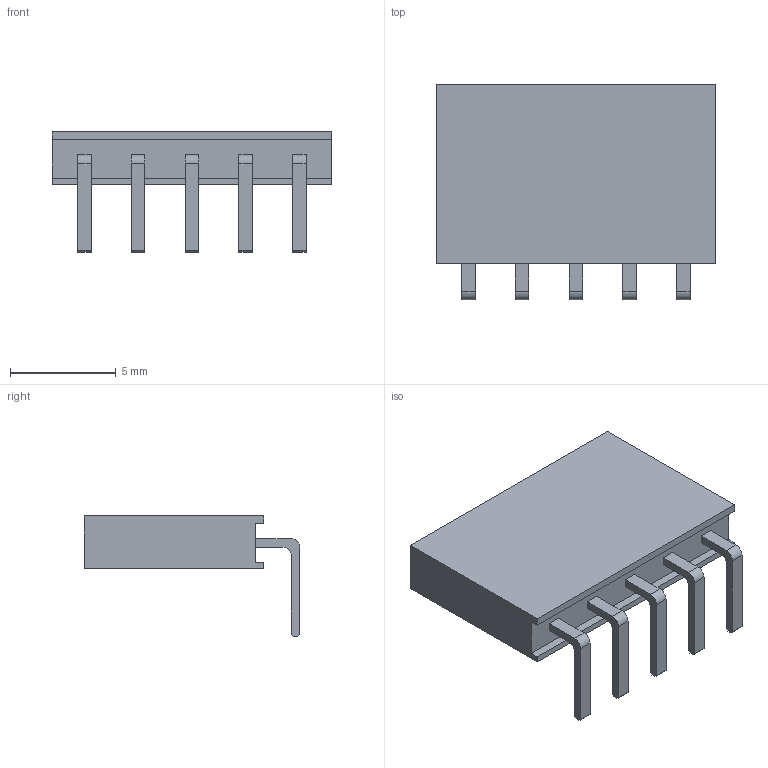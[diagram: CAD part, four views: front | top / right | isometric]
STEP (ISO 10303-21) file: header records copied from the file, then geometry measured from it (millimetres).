
FILE_DESCRIPTION (( 'STEP AP214' ), '1' );
FILE_NAME ('HDR-TH_5P-P2.54-F-WI-1X5P.step', '2022-07-02T12:42:34', ( '' ), ( '' ), 'SwSTEP 2.0', 'SolidWorks 2020', '' );
FILE_SCHEMA (( 'AUTOMOTIVE_DESIGN' ));
Length unit declared in the file: millimetre
Products named in the file (1): HDR-TH_5P-P2.54-F-WI-1X5P
Bounding box: 13.21 x 10.2 x 5.7 mm (x, y, z)
Volume: 268.3 mm3; surface area: 446.6 mm2
Topology: 1 solids, 1 shells, 394 faces, 1048 edges, 692 vertices
Faces by surface type: plane 270, bspline 114, cylinder 10
Entity records: 16642 total; most frequent: CARTESIAN_POINT 4497, ORIENTED_EDGE 2096, DIRECTION 1398, EDGE_CURVE 1048, VECTOR 796, LINE 796, VERTEX_POINT 692, EDGE_LOOP 430
